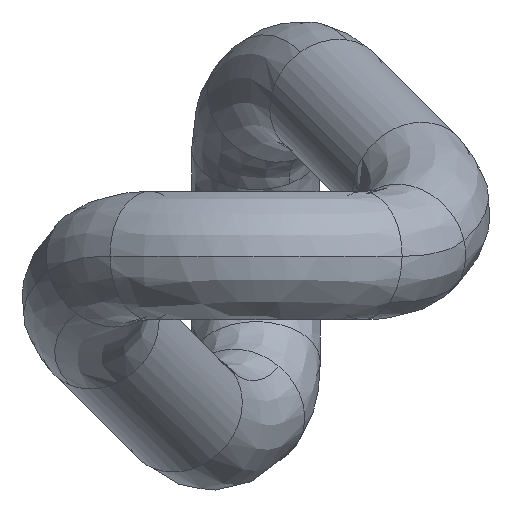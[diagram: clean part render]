
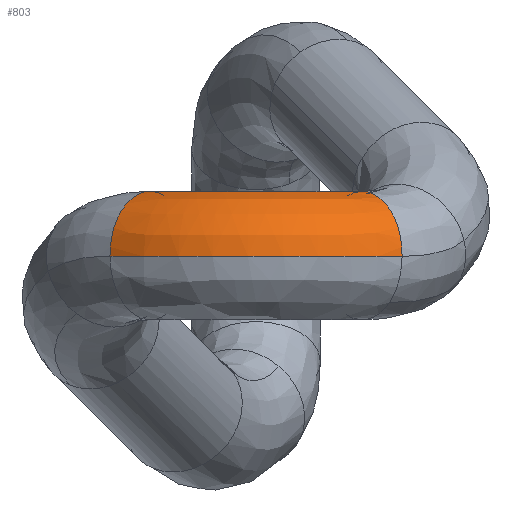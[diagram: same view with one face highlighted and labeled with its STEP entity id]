
A CAD part, left-side view. The second image highlights one B-rep face of the part: STEP entity #803.
In plain terms, the highlighted free-form (B-spline) face has degree [2, 2] with [3, 5] control points.
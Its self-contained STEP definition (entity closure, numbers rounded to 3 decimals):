
#651=CARTESIAN_POINT('',(0.476,1.73,0.992));
#652=VERTEX_POINT('',#651);
#664=CARTESIAN_POINT('',(0.476,-1.73,0.992));
#665=VERTEX_POINT('',#664);
#666=CARTESIAN_POINT('',(0.476,1.73,0.992));
#667=CARTESIAN_POINT('',(-0.9,0.,0.992));
#668=CARTESIAN_POINT('',(0.476,-1.73,0.992));
#676=(BOUNDED_CURVE()B_SPLINE_CURVE(2,(#666,#667,#668),.UNSPECIFIED.,.F.,.U.)B_SPLINE_CURVE_WITH_KNOTS((3,3),(-1.706,-0.294),.UNSPECIFIED.)CURVE()GEOMETRIC_REPRESENTATION_ITEM()RATIONAL_B_SPLINE_CURVE((0.862,0.675,0.862))REPRESENTATION_ITEM(''));
#677=EDGE_CURVE('',#652,#665,#676,.T.);
#705=CARTESIAN_POINT('',(-0.206,-2.273,-0.013));
#706=VERTEX_POINT('',#705);
#716=CARTESIAN_POINT('',(-0.206,2.273,-0.013));
#717=VERTEX_POINT('',#716);
#718=CARTESIAN_POINT('',(-0.206,2.273,-0.013));
#719=CARTESIAN_POINT('',(-2.014,0.,-0.013));
#720=CARTESIAN_POINT('',(-0.206,-2.273,-0.013));
#728=(BOUNDED_CURVE()B_SPLINE_CURVE(2,(#718,#719,#720),.UNSPECIFIED.,.F.,.U.)B_SPLINE_CURVE_WITH_KNOTS((3,3),(-1.706,-0.294),.UNSPECIFIED.)CURVE()GEOMETRIC_REPRESENTATION_ITEM()RATIONAL_B_SPLINE_CURVE((0.901,0.705,0.901))REPRESENTATION_ITEM(''));
#729=EDGE_CURVE('',#717,#706,#728,.T.);
#756=CARTESIAN_POINT('',(-0.061,2.444,-0.019));
#757=CARTESIAN_POINT('',(-2.264,0.,-0.019));
#758=CARTESIAN_POINT('',(-0.061,-2.444,-0.019));
#759=CARTESIAN_POINT('',(-0.061,2.444,-0.016));
#760=CARTESIAN_POINT('',(-2.264,0.,-0.016));
#761=CARTESIAN_POINT('',(-0.061,-2.444,-0.016));
#762=CARTESIAN_POINT('',(-0.069,2.451,0.878));
#763=CARTESIAN_POINT('',(-2.279,0.,0.878));
#764=CARTESIAN_POINT('',(-0.069,-2.451,0.878));
#765=CARTESIAN_POINT('',(0.589,1.858,0.992));
#766=CARTESIAN_POINT('',(-1.085,0.,0.992));
#767=CARTESIAN_POINT('',(0.589,-1.858,0.992));
#768=CARTESIAN_POINT('',(0.592,1.855,0.993));
#769=CARTESIAN_POINT('',(-1.081,0.,0.993));
#770=CARTESIAN_POINT('',(0.592,-1.855,0.993));
#778=(BOUNDED_SURFACE()B_SPLINE_SURFACE(2,2,((#756,#759,#762,#765,#768),(#757,#760,#763,#766,#769),(#758,#761,#764,#767,#770)),.UNSPECIFIED.,.F.,.F.,.U.)B_SPLINE_SURFACE_WITH_KNOTS((3,3),(3,1,1,3),(0.0,5.609),(0.0,0.008,1.53,1.538),.UNSPECIFIED.)GEOMETRIC_REPRESENTATION_ITEM()RATIONAL_B_SPLINE_SURFACE(((0.924,0.923,0.673,0.883,0.884),(0.686,0.686,0.5,0.656,0.657),(0.924,0.923,0.673,0.883,0.884)))REPRESENTATION_ITEM('')SURFACE());
#779=CARTESIAN_POINT('',(0.476,1.73,0.992));
#780=CARTESIAN_POINT('',(0.3,1.869,0.962));
#781=CARTESIAN_POINT('',(0.134,2.001,0.856));
#782=CARTESIAN_POINT('',(0.011,2.098,0.693));
#783=CARTESIAN_POINT('',(-0.13,2.212,0.504));
#784=CARTESIAN_POINT('',(-0.208,2.274,0.25));
#785=CARTESIAN_POINT('',(-0.206,2.273,-0.013));
#786=B_SPLINE_CURVE_WITH_KNOTS('',3,(#779,#780,#781,#782,#783,#784,#785),.UNSPECIFIED.,.F.,.U.,(4,3,4),(0.0,0.681,1.467),.UNSPECIFIED.);
#787=EDGE_CURVE('',#652,#717,#786,.T.);
#788=ORIENTED_EDGE('',*,*,#787,.T.);
#789=ORIENTED_EDGE('',*,*,#729,.T.);
#790=CARTESIAN_POINT('',(0.476,-1.73,0.992));
#791=CARTESIAN_POINT('',(0.303,-1.868,0.963));
#792=CARTESIAN_POINT('',(0.14,-1.998,0.859));
#793=CARTESIAN_POINT('',(0.018,-2.096,0.699));
#794=CARTESIAN_POINT('',(-0.127,-2.211,0.51));
#795=CARTESIAN_POINT('',(-0.208,-2.275,0.252));
#796=CARTESIAN_POINT('',(-0.206,-2.273,-0.013));
#797=B_SPLINE_CURVE_WITH_KNOTS('',3,(#790,#791,#792,#793,#794,#795,#796),.UNSPECIFIED.,.F.,.U.,(4,3,4),(0.0,0.671,1.466),.UNSPECIFIED.);
#798=EDGE_CURVE('',#665,#706,#797,.T.);
#799=ORIENTED_EDGE('',*,*,#798,.F.);
#800=ORIENTED_EDGE('',*,*,#677,.F.);
#801=EDGE_LOOP('',(#788,#789,#799,#800));
#802=FACE_OUTER_BOUND('',#801,.T.);
#803=ADVANCED_FACE('',(#802),#778,.T.);
